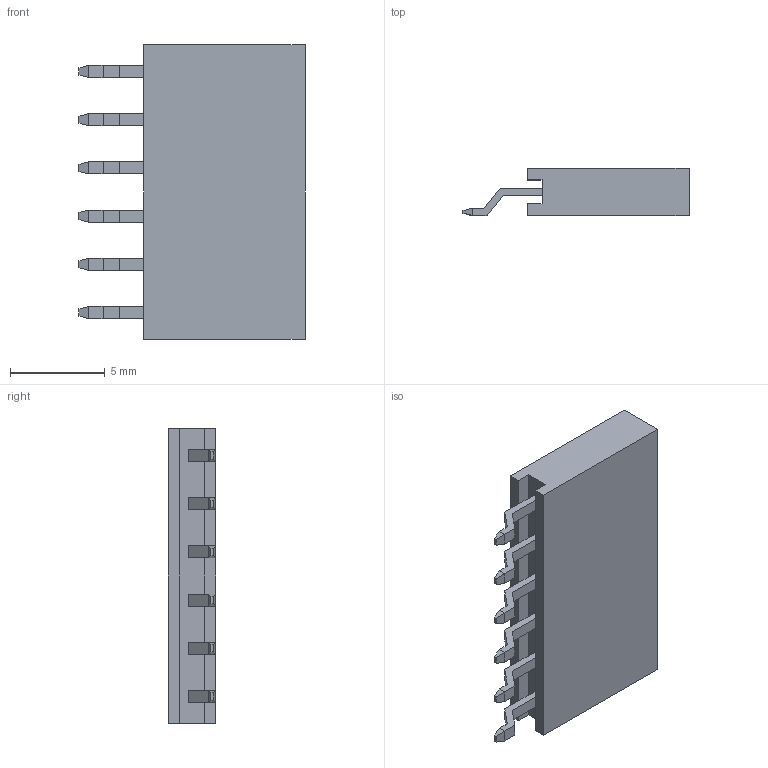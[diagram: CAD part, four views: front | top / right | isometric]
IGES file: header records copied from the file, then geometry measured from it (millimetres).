
Start section: SolidWorks IGES file using analytic representation for surfaces
Global section: file name: BLSSHSM-106-H.IGS; native system: SolidWorks 2014; preprocessor: SolidWorks 2014; author: ewilson; date: 141023.084440; units: inch
Bounding box: 11.91 x 2.49 x 15.49 mm (x, y, z)
Surface area: 581.9 mm2 (no closed solid volume)
Topology: 0 solids, 0 shells, 166 faces, 816 edges, 816 vertices
Faces by surface type: bspline 166
